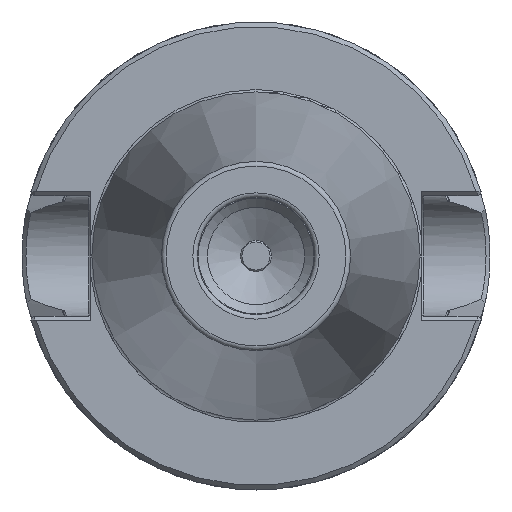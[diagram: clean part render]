
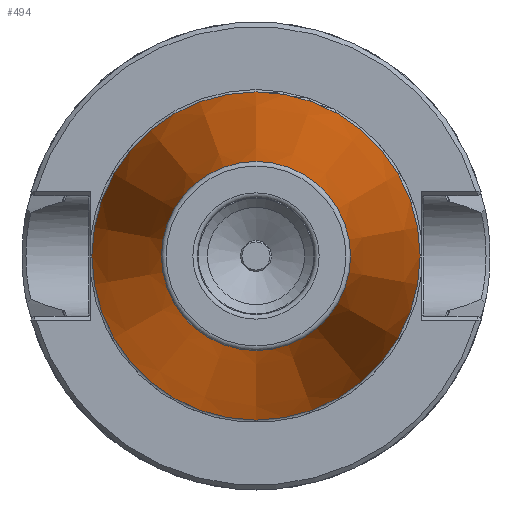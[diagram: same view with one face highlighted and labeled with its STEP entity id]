
A CAD part, left-side view. The second image highlights one B-rep face of the part: STEP entity #494.
In plain terms, the highlighted conical face has half-angle 8.297 degrees and reference radius 20.204 mm.
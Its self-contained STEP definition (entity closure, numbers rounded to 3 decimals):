
#494 = ADVANCED_FACE( '', ( #1082, #1083 ), #1084, .T. );
#1082 = FACE_OUTER_BOUND( '', #1848, .T. );
#1083 = FACE_BOUND( '', #1849, .T. );
#1084 = CONICAL_SURFACE( '', #1850, 20.204, 0.145 );
#1848 = EDGE_LOOP( '', ( #3154 ) );
#1849 = EDGE_LOOP( '', ( #3155 ) );
#1850 = AXIS2_PLACEMENT_3D( '', #3156, #3157, #3158 );
#3154 = ORIENTED_EDGE( '', *, *, #4362, .T. );
#3155 = ORIENTED_EDGE( '', *, *, #4187, .F. );
#3156 = CARTESIAN_POINT( '', ( -100.944, 0., 0. ) );
#3157 = DIRECTION( '', ( 1., 0., 0. ) );
#3158 = DIRECTION( '', ( 0., 0., -1. ) );
#4187 = EDGE_CURVE( '', #5077, #5077, #5078, .T. );
#4362 = EDGE_CURVE( '', #5310, #5310, #5311, .T. );
#5077 = VERTEX_POINT( '', #6585 );
#5078 = CIRCLE( '', #6586, 20.204 );
#5310 = VERTEX_POINT( '', #7074 );
#5311 = CIRCLE( '', #7075, 35.065 );
#6585 = CARTESIAN_POINT( '', ( -100.944, 0., 20.204 ) );
#6586 = AXIS2_PLACEMENT_3D( '', #7710, #7711, #7712 );
#7074 = CARTESIAN_POINT( '', ( 0.963, 0., 35.065 ) );
#7075 = AXIS2_PLACEMENT_3D( '', #7871, #7872, #7873 );
#7710 = CARTESIAN_POINT( '', ( -100.944, 0., 0. ) );
#7711 = DIRECTION( '', ( -1., 0., 0. ) );
#7712 = DIRECTION( '', ( 0., 0., 1. ) );
#7871 = CARTESIAN_POINT( '', ( 0.963, 0., 0. ) );
#7872 = DIRECTION( '', ( -1., 0., 0. ) );
#7873 = DIRECTION( '', ( 0., 0., 1. ) );
